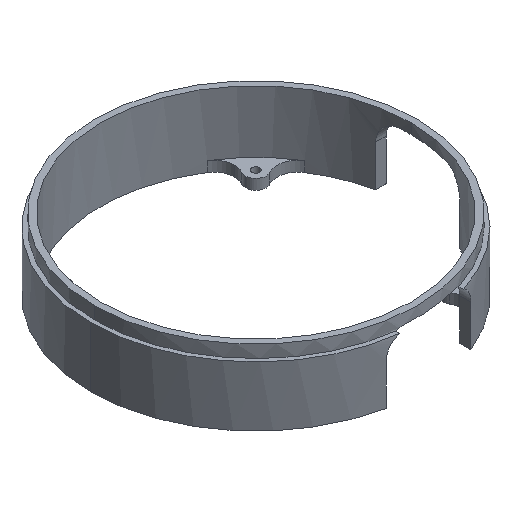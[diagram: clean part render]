
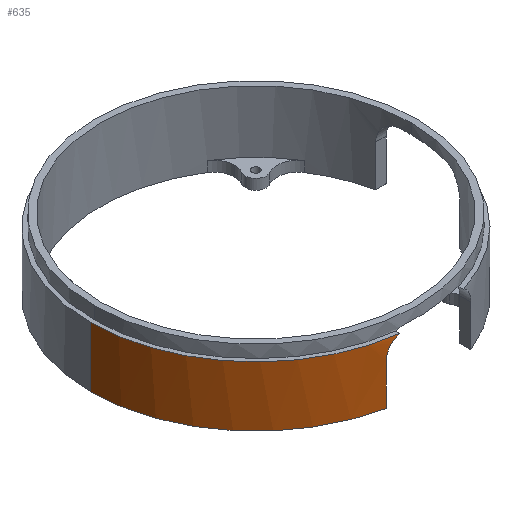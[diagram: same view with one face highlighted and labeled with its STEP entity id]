
A CAD part, isometric view. The second image highlights one B-rep face of the part: STEP entity #635.
In plain terms, the highlighted cylindrical face has radius 80 mm (diameter 160 mm), a partial arc.
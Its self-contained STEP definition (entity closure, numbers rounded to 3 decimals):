
#1 = ORIENTED_EDGE ( 'NONE', *, *, #1142, .T. ) ;
#13 = DIRECTION ( 'NONE',  ( 1., 0., 0. ) ) ;
#19 = DIRECTION ( 'NONE',  ( 1., 0., 0. ) ) ;
#73 = VECTOR ( 'NONE', #1333, 1000. ) ;
#103 = CARTESIAN_POINT ( 'NONE',  ( -13.441, -78.863, 29.082 ) ) ;
#194 = VERTEX_POINT ( 'NONE', #594 ) ;
#230 = ORIENTED_EDGE ( 'NONE', *, *, #993, .T. ) ;
#251 = CARTESIAN_POINT ( 'NONE',  ( -14.217, -78.727, 27.922 ) ) ;
#280 = CARTESIAN_POINT ( 'NONE',  ( -80., 0., 38. ) ) ;
#302 = LINE ( 'NONE', #280, #1040 ) ;
#309 = CARTESIAN_POINT ( 'NONE',  ( 0., 0., 32. ) ) ;
#319 = VERTEX_POINT ( 'NONE', #654 ) ;
#390 = DIRECTION ( 'NONE',  ( -1., 0., 0. ) ) ;
#516 = VERTEX_POINT ( 'NONE', #947 ) ;
#534 = CARTESIAN_POINT ( 'NONE',  ( -13.295, -78.888, 29.268 ) ) ;
#556 = CARTESIAN_POINT ( 'NONE',  ( -13.847, -78.793, 28.512 ) ) ;
#568 = CARTESIAN_POINT ( 'NONE',  ( -15.5, -78.484, 23. ) ) ;
#576 = EDGE_LOOP ( 'NONE', ( #1647, #949, #1, #578, #230 ) ) ;
#578 = ORIENTED_EDGE ( 'NONE', *, *, #825, .T. ) ;
#580 = CARTESIAN_POINT ( 'NONE',  ( -13.716, -78.815, 28.705 ) ) ;
#594 = CARTESIAN_POINT ( 'NONE',  ( -80., 0., 3. ) ) ;
#617 = CARTESIAN_POINT ( 'NONE',  ( -15.5, -78.484, 3. ) ) ;
#621 = B_SPLINE_CURVE_WITH_KNOTS ( 'NONE', 3,
 ( #568, #832, #1728, #1909, #1172, #1429, #251, #556, #580, #103, #534, #1604, #1163, #1319, #985, #1149, #1298, #1288 ),
 .UNSPECIFIED., .F., .F.,
 ( 4, 2, 2, 2, 2, 2, 2, 2, 4 ),
 ( 0., 0.003, 0.004, 0.006, 0.006, 0.007, 0.008, 0.01, 0.011 ),
 .UNSPECIFIED. ) ;
#635 = ADVANCED_FACE ( 'NONE', ( #1151 ), #850, .T. ) ;
#654 = CARTESIAN_POINT ( 'NONE',  ( -9.859, -79.39, 32. ) ) ;
#717 = DIRECTION ( 'NONE',  ( 0., 0., -1. ) ) ;
#825 = EDGE_CURVE ( 'NONE', #1273, #516, #1520, .T. ) ;
#832 = CARTESIAN_POINT ( 'NONE',  ( -15.5, -78.484, 23.945 ) ) ;
#850 = CYLINDRICAL_SURFACE ( 'NONE', #1777, 80. ) ;
#866 = CARTESIAN_POINT ( 'NONE',  ( 0., 0., 3. ) ) ;
#918 = AXIS2_PLACEMENT_3D ( 'NONE', #309, #1344, #13 ) ;
#947 = CARTESIAN_POINT ( 'NONE',  ( -15.5, -78.484, 23. ) ) ;
#949 = ORIENTED_EDGE ( 'NONE', *, *, #1523, .T. ) ;
#975 = CIRCLE ( 'NONE', #918, 80. ) ;
#985 = CARTESIAN_POINT ( 'NONE',  ( -11.465, -79.175, 31.039 ) ) ;
#993 = EDGE_CURVE ( 'NONE', #516, #319, #621, .T. ) ;
#1037 = CARTESIAN_POINT ( 'NONE',  ( -15.5, -78.484, 38. ) ) ;
#1040 = VECTOR ( 'NONE', #717, 1000. ) ;
#1097 = AXIS2_PLACEMENT_3D ( 'NONE', #866, #1317, #19 ) ;
#1142 = EDGE_CURVE ( 'NONE', #194, #1273, #1162, .T. ) ;
#1149 = CARTESIAN_POINT ( 'NONE',  ( -10.689, -79.284, 31.561 ) ) ;
#1151 = FACE_OUTER_BOUND ( 'NONE', #576, .T. ) ;
#1162 = CIRCLE ( 'NONE', #1097, 80. ) ;
#1163 = CARTESIAN_POINT ( 'NONE',  ( -12.521, -79.015, 30.136 ) ) ;
#1172 = CARTESIAN_POINT ( 'NONE',  ( -14.817, -78.616, 26.662 ) ) ;
#1273 = VERTEX_POINT ( 'NONE', #617 ) ;
#1288 = CARTESIAN_POINT ( 'NONE',  ( -9.859, -79.39, 32. ) ) ;
#1298 = CARTESIAN_POINT ( 'NONE',  ( -10.281, -79.338, 31.795 ) ) ;
#1317 = DIRECTION ( 'NONE',  ( 0., 0., 1. ) ) ;
#1319 = CARTESIAN_POINT ( 'NONE',  ( -11.831, -79.121, 30.754 ) ) ;
#1333 = DIRECTION ( 'NONE',  ( 0., 0., 1. ) ) ;
#1344 = DIRECTION ( 'NONE',  ( 0., 0., 1. ) ) ;
#1429 = CARTESIAN_POINT ( 'NONE',  ( -14.436, -78.687, 27.512 ) ) ;
#1446 = CARTESIAN_POINT ( 'NONE',  ( 0., 0., 38. ) ) ;
#1453 = DIRECTION ( 'NONE',  ( 0., 0., -1. ) ) ;
#1520 = LINE ( 'NONE', #1037, #73 ) ;
#1523 = EDGE_CURVE ( 'NONE', #1667, #194, #302, .T. ) ;
#1556 = CARTESIAN_POINT ( 'NONE',  ( -80., 0., 32. ) ) ;
#1604 = CARTESIAN_POINT ( 'NONE',  ( -12.844, -78.963, 29.804 ) ) ;
#1647 = ORIENTED_EDGE ( 'NONE', *, *, #1857, .F. ) ;
#1667 = VERTEX_POINT ( 'NONE', #1556 ) ;
#1728 = CARTESIAN_POINT ( 'NONE',  ( -15.369, -78.51, 24.867 ) ) ;
#1777 = AXIS2_PLACEMENT_3D ( 'NONE', #1446, #1453, #390 ) ;
#1857 = EDGE_CURVE ( 'NONE', #1667, #319, #975, .T. ) ;
#1909 = CARTESIAN_POINT ( 'NONE',  ( -14.98, -78.585, 26.217 ) ) ;
